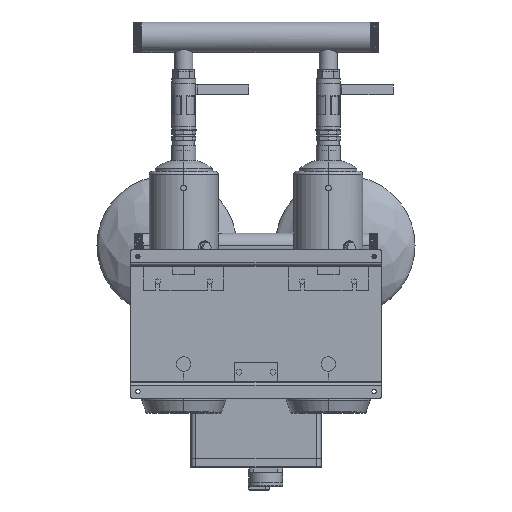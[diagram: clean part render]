
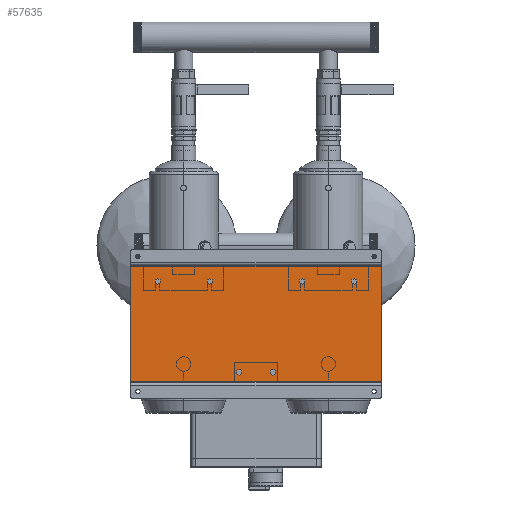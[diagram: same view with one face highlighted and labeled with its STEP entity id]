
A CAD part, front view. The second image highlights one B-rep face of the part: STEP entity #57635.
In plain terms, the highlighted planar face has unit normal (0, -1, 0).
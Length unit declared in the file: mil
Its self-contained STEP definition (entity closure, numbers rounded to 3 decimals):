
#2198 = LINE ( 'NONE', #49493, #72062 ) ;
#2431 = LINE ( 'NONE', #6723, #71454 ) ;
#3800 = CARTESIAN_POINT ( 'NONE',  ( 10236.22, 2047.244, 4724.409 ) ) ;
#4047 = FACE_OUTER_BOUND ( 'NONE', #5412, .T. ) ;
#4237 = EDGE_CURVE ( 'NONE', #33304, #7712, #2198, .T. ) ;
#5154 = AXIS2_PLACEMENT_3D ( 'NONE', #34645, #52141, #27308 ) ;
#5412 = EDGE_LOOP ( 'NONE', ( #21650, #51101, #47083, #12099 ) ) ;
#6714 = DIRECTION ( 'NONE',  ( -1., 0., 0. ) ) ;
#6723 = CARTESIAN_POINT ( 'NONE',  ( 10236.22, 2047.244, 4724.409 ) ) ;
#7712 = VERTEX_POINT ( 'NONE', #45701 ) ;
#7867 = DIRECTION ( 'NONE',  ( 0., 0., -1. ) ) ;
#12099 = ORIENTED_EDGE ( 'NONE', *, *, #22698, .T. ) ;
#18980 = EDGE_CURVE ( 'NONE', #58109, #37318, #2431, .T. ) ;
#21650 = ORIENTED_EDGE ( 'NONE', *, *, #4237, .T. ) ;
#22698 = EDGE_CURVE ( 'NONE', #58109, #33304, #25078, .T. ) ;
#24738 = CARTESIAN_POINT ( 'NONE',  ( -10236.22, 2047.244, 4724.409 ) ) ;
#25078 = LINE ( 'NONE', #47582, #43097 ) ;
#27308 = DIRECTION ( 'NONE',  ( 1., 0., 0. ) ) ;
#30870 = DIRECTION ( 'NONE',  ( 0., 0., -1. ) ) ;
#33304 = VERTEX_POINT ( 'NONE', #24738 ) ;
#34645 = CARTESIAN_POINT ( 'NONE',  ( 10236.22, 2047.244, -4724.409 ) ) ;
#37318 = VERTEX_POINT ( 'NONE', #56221 ) ;
#43097 = VECTOR ( 'NONE', #54561, 39370.079 ) ;
#45701 = CARTESIAN_POINT ( 'NONE',  ( -10236.22, 2047.244, -4724.409 ) ) ;
#47083 = ORIENTED_EDGE ( 'NONE', *, *, #18980, .F. ) ;
#47582 = CARTESIAN_POINT ( 'NONE',  ( 10236.22, 2047.244, 4724.409 ) ) ;
#49493 = CARTESIAN_POINT ( 'NONE',  ( -10236.22, 2047.244, -4724.409 ) ) ;
#51101 = ORIENTED_EDGE ( 'NONE', *, *, #70980, .F. ) ;
#52141 = DIRECTION ( 'NONE',  ( 0., 1., 0. ) ) ;
#54561 = DIRECTION ( 'NONE',  ( -1., 0., 0. ) ) ;
#56221 = CARTESIAN_POINT ( 'NONE',  ( 10236.22, 2047.244, -4724.409 ) ) ;
#57179 = PLANE ( 'NONE',  #5154 ) ;
#57635 = ADVANCED_FACE ( 'NONE', ( #4047 ), #57179, .F. ) ;
#58109 = VERTEX_POINT ( 'NONE', #3800 ) ;
#59833 = LINE ( 'NONE', #71879, #70399 ) ;
#70399 = VECTOR ( 'NONE', #6714, 39370.079 ) ;
#70980 = EDGE_CURVE ( 'NONE', #37318, #7712, #59833, .T. ) ;
#71454 = VECTOR ( 'NONE', #7867, 39370.079 ) ;
#71879 = CARTESIAN_POINT ( 'NONE',  ( 10236.22, 2047.244, -4724.409 ) ) ;
#72062 = VECTOR ( 'NONE', #30870, 39370.079 ) ;
